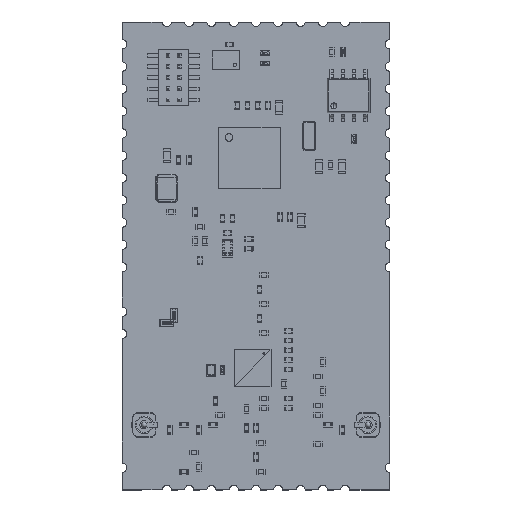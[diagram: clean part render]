
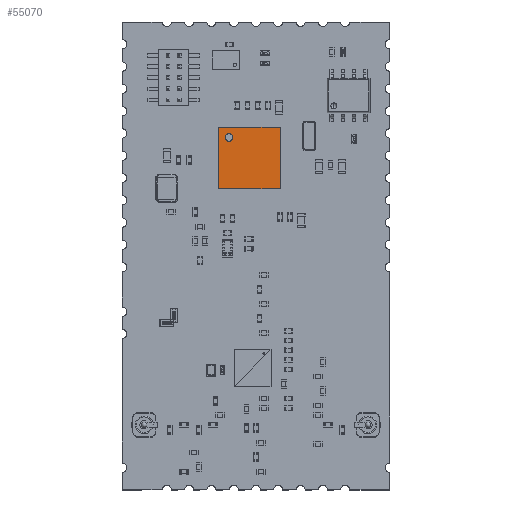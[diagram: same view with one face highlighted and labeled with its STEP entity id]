
A CAD part, top view. The second image highlights one B-rep face of the part: STEP entity #55070.
In plain terms, the highlighted planar face has unit normal (0, 0, 1).
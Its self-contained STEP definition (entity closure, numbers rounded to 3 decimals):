
#55006 = VERTEX_POINT('',#55007);
#55007 = CARTESIAN_POINT('',(0.,0.,0.9));
#55022 = VERTEX_POINT('',#55023);
#55023 = CARTESIAN_POINT('',(0.,7.,0.9));
#55029 = EDGE_CURVE('',#55006,#55022,#55030,.T.);
#55030 = LINE('',#55031,#55032);
#55031 = CARTESIAN_POINT('',(0.,0.,0.9));
#55032 = VECTOR('',#55033,1.);
#55033 = DIRECTION('',(0.,1.,0.));
#55052 = EDGE_CURVE('',#55006,#55053,#55055,.T.);
#55053 = VERTEX_POINT('',#55054);
#55054 = CARTESIAN_POINT('',(7.,0.,0.9));
#55055 = LINE('',#55056,#55057);
#55056 = CARTESIAN_POINT('',(0.,0.,0.9));
#55057 = VECTOR('',#55058,1.);
#55058 = DIRECTION('',(1.,0.,0.));
#55070 = ADVANCED_FACE('',(#55071,#55089),#55100,.T.);
#55071 = FACE_BOUND('',#55072,.T.);
#55072 = EDGE_LOOP('',(#55073,#55074,#55075,#55083));
#55073 = ORIENTED_EDGE('',*,*,#55029,.F.);
#55074 = ORIENTED_EDGE('',*,*,#55052,.T.);
#55075 = ORIENTED_EDGE('',*,*,#55076,.T.);
#55076 = EDGE_CURVE('',#55053,#55077,#55079,.T.);
#55077 = VERTEX_POINT('',#55078);
#55078 = CARTESIAN_POINT('',(7.,7.,0.9));
#55079 = LINE('',#55080,#55081);
#55080 = CARTESIAN_POINT('',(7.,0.,0.9));
#55081 = VECTOR('',#55082,1.);
#55082 = DIRECTION('',(0.,1.,0.));
#55083 = ORIENTED_EDGE('',*,*,#55084,.F.);
#55084 = EDGE_CURVE('',#55022,#55077,#55085,.T.);
#55085 = LINE('',#55086,#55087);
#55086 = CARTESIAN_POINT('',(0.,7.,0.9));
#55087 = VECTOR('',#55088,1.);
#55088 = DIRECTION('',(1.,0.,0.));
#55089 = FACE_BOUND('',#55090,.T.);
#55090 = EDGE_LOOP('',(#55091));
#55091 = ORIENTED_EDGE('',*,*,#55092,.F.);
#55092 = EDGE_CURVE('',#55093,#55093,#55095,.T.);
#55093 = VERTEX_POINT('',#55094);
#55094 = CARTESIAN_POINT('',(1.604,5.833,0.9));
#55095 = CIRCLE('',#55096,0.438);
#55096 = AXIS2_PLACEMENT_3D('',#55097,#55098,#55099);
#55097 = CARTESIAN_POINT('',(1.167,5.833,0.9));
#55098 = DIRECTION('',(0.,0.,1.));
#55099 = DIRECTION('',(1.,0.,0.));
#55100 = PLANE('',#55101);
#55101 = AXIS2_PLACEMENT_3D('',#55102,#55103,#55104);
#55102 = CARTESIAN_POINT('',(0.,0.,0.9));
#55103 = DIRECTION('',(0.,0.,1.));
#55104 = DIRECTION('',(1.,0.,0.));
